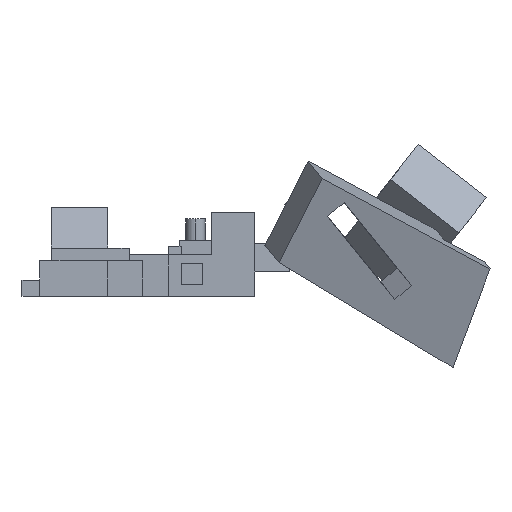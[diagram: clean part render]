
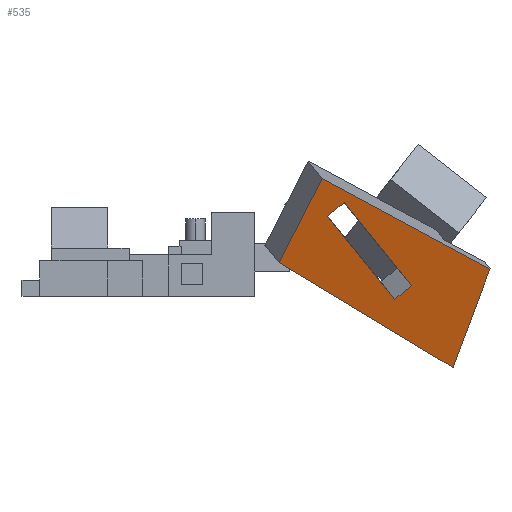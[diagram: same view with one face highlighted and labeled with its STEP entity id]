
A CAD part, left-side view. The second image highlights one B-rep face of the part: STEP entity #535.
In plain terms, the highlighted planar face has unit normal (-0.883, -0.295, -0.365).
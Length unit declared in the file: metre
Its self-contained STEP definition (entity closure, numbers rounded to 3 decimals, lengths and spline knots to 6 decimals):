
#535=ADVANCED_FACE('0:4941',(#742,#743),#744,.F.);
#742=FACE_OUTER_BOUND('',#992,.T.);
#743=FACE_BOUND('',#993,.T.);
#744=PLANE('',#994);
#992=EDGE_LOOP('',(#1273,#1274,#1275,#1276));
#993=EDGE_LOOP('',(#1277,#1278,#1279,#1280));
#994=AXIS2_PLACEMENT_3D('',#1281,#1282,#1283);
#1273=ORIENTED_EDGE('',*,*,#2146,.F.);
#1274=ORIENTED_EDGE('',*,*,#2147,.F.);
#1275=ORIENTED_EDGE('',*,*,#2148,.F.);
#1276=ORIENTED_EDGE('',*,*,#2149,.T.);
#1277=ORIENTED_EDGE('',*,*,#2126,.F.);
#1278=ORIENTED_EDGE('',*,*,#2134,.F.);
#1279=ORIENTED_EDGE('',*,*,#2130,.F.);
#1280=ORIENTED_EDGE('',*,*,#2136,.F.);
#1281=CARTESIAN_POINT('',(-0.013155,-0.016763,-0.025444));
#1282=DIRECTION('',(0.883,0.295,0.365));
#1283=DIRECTION('',(0.0,-0.777,0.629));
#2126=EDGE_CURVE('0:4875',#2411,#2412,#2413,.T.);
#2130=EDGE_CURVE('0:4982',#2419,#2420,#2421,.T.);
#2134=EDGE_CURVE('0:4994',#2420,#2411,#2427,.T.);
#2136=EDGE_CURVE('0:5000',#2412,#2419,#2429,.T.);
#2146=EDGE_CURVE('0:5030',#2445,#2446,#2447,.T.);
#2147=EDGE_CURVE('0:5033',#2448,#2445,#2449,.T.);
#2148=EDGE_CURVE('0:5036',#2450,#2448,#2451,.T.);
#2149=EDGE_CURVE('0:5039',#2450,#2446,#2452,.T.);
#2411=VERTEX_POINT('',#2869);
#2412=VERTEX_POINT('',#2870);
#2413=LINE('',#2871,#2872);
#2419=VERTEX_POINT('',#2881);
#2420=VERTEX_POINT('',#2882);
#2421=LINE('',#2883,#2884);
#2427=LINE('',#2893,#2894);
#2429=LINE('',#2897,#2898);
#2445=VERTEX_POINT('',#2923);
#2446=VERTEX_POINT('',#2924);
#2447=LINE('',#2925,#2926);
#2448=VERTEX_POINT('',#2927);
#2449=LINE('',#2928,#2929);
#2450=VERTEX_POINT('',#2930);
#2451=LINE('',#2931,#2932);
#2452=LINE('',#2933,#2934);
#2869=CARTESIAN_POINT('',(-0.027943,-0.030709,0.021637));
#2870=CARTESIAN_POINT('',(-0.027943,-0.026823,0.018491));
#2871=CARTESIAN_POINT('',(-0.027943,-0.014013,0.008117));
#2872=VECTOR('',#3587,1.0);
#2881=CARTESIAN_POINT('',(-0.014798,-0.042382,-0.000722));
#2882=CARTESIAN_POINT('',(-0.014798,-0.046267,0.002424));
#2883=CARTESIAN_POINT('',(-0.014798,-0.027434,-0.012826));
#2884=VECTOR('',#3591,1.0);
#2893=CARTESIAN_POINT('',(-0.017263,-0.04335,0.006027));
#2894=VECTOR('',#3595,1.0);
#2897=CARTESIAN_POINT('',(-0.017263,-0.039464,0.00288));
#2898=VECTOR('',#3597,1.0);
#2923=CARTESIAN_POINT('',(-0.010338,-0.064394,0.00631));
#2924=CARTESIAN_POINT('',(-0.003765,-0.055853,-0.016512));
#2925=CARTESIAN_POINT('',(-0.010338,-0.064394,0.00631));
#2926=VECTOR('',#3607,1.0);
#2927=CARTESIAN_POINT('',(-0.031934,-0.025623,0.027176));
#2928=CARTESIAN_POINT('',(-0.015502,-0.055123,0.0113));
#2929=VECTOR('',#3608,1.0);
#2930=CARTESIAN_POINT('',(-0.027239,-0.015636,0.007728));
#2931=CARTESIAN_POINT('',(-0.027239,-0.015636,0.007728));
#2932=VECTOR('',#3609,1.0);
#2933=CARTESIAN_POINT('',(-0.007991,-0.048614,-0.012149));
#2934=VECTOR('',#3610,1.0);
#3587=DIRECTION('',(0.,0.777,-0.629));
#3591=DIRECTION('',(0.,-0.777,0.629));
#3595=DIRECTION('',(-0.469,0.556,0.686));
#3597=DIRECTION('',(0.469,-0.556,-0.686));
#3607=DIRECTION('',(0.26,0.338,-0.904));
#3608=DIRECTION('',(0.44,-0.791,-0.425));
#3609=DIRECTION('',(-0.21,-0.447,0.87));
#3610=DIRECTION('',(0.447,-0.766,-0.462));
